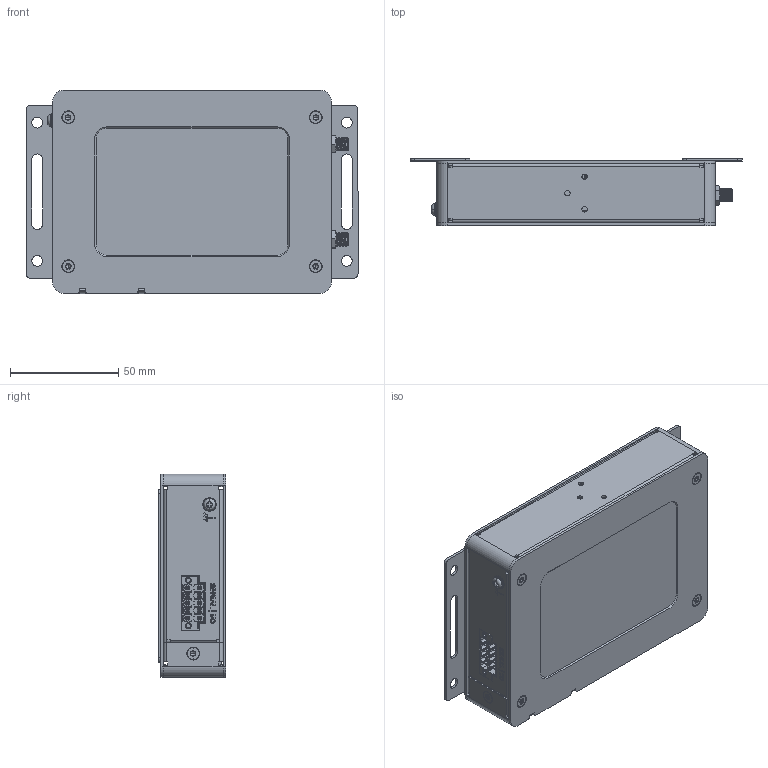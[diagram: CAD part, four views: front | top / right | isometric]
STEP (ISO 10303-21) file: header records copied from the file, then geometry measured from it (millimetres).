
FILE_DESCRIPTION (( 'STEP AP203' ), '1' );
FILE_NAME ('VMC-2019-04-1-00_ICR-3201.STEP', '2019-11-11T15:01:31', ( '' ), ( '' ), 'SwSTEP 2.0', 'SolidWorks 2018', '' );
FILE_SCHEMA (( 'CONFIG_CONTROL_DESIGN' ));
Length unit declared in the file: millimetre
Products named in the file (37): LED2; SL31691325110002_04___; 1935130610___; SL31691325110002_05___; SL31matice SMA___; VMC-2019-04-1-05_GRIP; LED7; LED4; SL31DEFAULT___; ICR_deska pro ICR_3201___; 0159-1110___; RJ 45 Connector_TRJ16011GNDNL___; 1910003373-01.1___; SL31434113043826___; LED_svìtlovod; LED3; SL31691325110002_02___; SL31691325110002_03___; LED1; LED8; VMC-2019-04-1-02_COVER TOP; VMC-2019-04-1-01_COVER BOTTOM; SL31SMA_Jack_panel mount_RG174___; hexa csunk flathd screw_iso_ISO 14581 M3x5x5-N; VMC-2019-04-1-04_SIDE 2; SL31691325110002_01___; countersunk flat head cross recess screw_iso_ISO 7046-1 - M3 x 5 - Z - 5N; VMC-2019-04-1-00_ICR-3201; VMC-2019-04-1-01-2_DISTANCE 1; SL31DEFAULT-2___; VMC-2019-04-1-01-3_DISTANCE 2; SL31DEFAULT-1___; SL31691325110002___; Kopie Kopie D?1^ICR___; VMC-2019-04-1-03_SIDE 1; VMC-2019-04-1-01-1_PLATE
Assembly tree (55 placements, depth 5):
  VMC-2019-04-1-00_ICR-3201
    VMC-2019-04-1-01_COVER BOTTOM
      VMC-2019-04-1-01-1_PLATE
      VMC-2019-04-1-01-2_DISTANCE 1  x2
      VMC-2019-04-1-01-3_DISTANCE 2  x2
    VMC-2019-04-1-05_GRIP  x2
    VMC-2019-04-1-02_COVER TOP
    VMC-2019-04-1-04_SIDE 2
    VMC-2019-04-1-03_SIDE 1
    hexa csunk flathd screw_iso_ISO 14581 M3x5x5-N  x10
    countersunk flat head cross recess screw_iso_ISO 7046-1 - M3 x 5 - Z - 5N  x4
    ICR_deska pro ICR_3201___
      Kopie Kopie D?1^ICR___
      RJ 45 Connector_TRJ16011GNDNL___  x2
      SL31691325110002___
        SL31691325110002_01___
        SL31691325110002_02___
        SL31691325110002_03___
        SL31691325110002_04___
        SL31691325110002_05___
      SL31434113043826___
        SL31DEFAULT___
          SL31DEFAULT___
          SL31DEFAULT-1___
          SL31DEFAULT-2___
      SL31SMA_Jack_panel mount_RG174___  x2
      SL31matice SMA___  x2
      0159-1110___
      1910003373-01.1___  x2
      LED2
      LED7
      LED1
      LED3
      LED4
      LED8
    LED_svìtlovod
    1935130610___
Bounding box: 153.7 x 31.2 x 94.2 mm (x, y, z)
Volume: 81782.4 mm3; surface area: 132938.8 mm2
Topology: 65 solids, 109 shells, 5063 faces, 13215 edges, 8531 vertices
Faces by surface type: plane 3171, cylinder 1252, bspline 300, cone 298, torus 38, sphere 4
Entity records: 135450 total; most frequent: CARTESIAN_POINT 35102, ORIENTED_EDGE 20648, DIRECTION 18726, EDGE_CURVE 10324, VECTOR 7626, LINE 7626, VERTEX_POINT 6702, AXIS2_PLACEMENT_3D 5550
